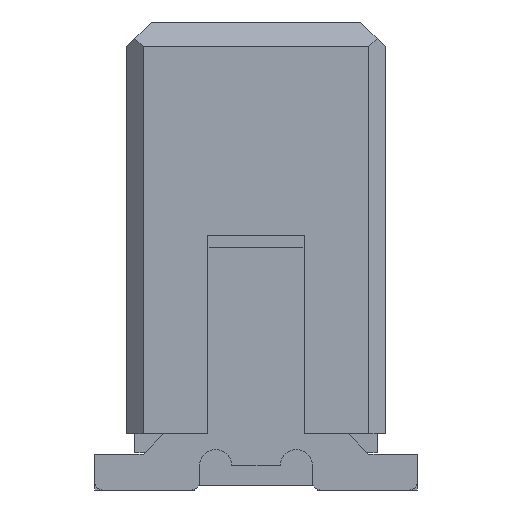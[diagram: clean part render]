
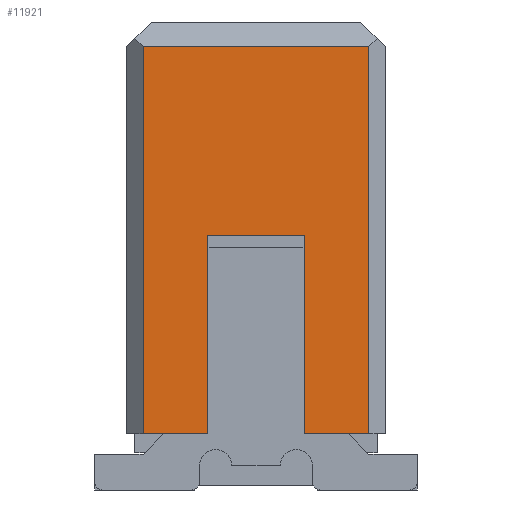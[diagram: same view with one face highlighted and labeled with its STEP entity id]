
A CAD part, left-side view. The second image highlights one B-rep face of the part: STEP entity #11921.
In plain terms, the highlighted planar face has unit normal (-1, 0, 0).
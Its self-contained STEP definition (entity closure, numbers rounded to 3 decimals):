
#935=FACE_OUTER_BOUND('',#1648,.T.);
#1648=EDGE_LOOP('',(#10253,#10254,#10255,#10256,#10257,#10258,#10259,#10260));
#1739=LINE('',#15976,#3200);
#1755=LINE('',#16008,#3216);
#3021=LINE('',#18937,#4482);
#3022=LINE('',#18940,#4483);
#3023=LINE('',#18941,#4484);
#3024=LINE('',#18943,#4485);
#3025=LINE('',#18945,#4486);
#3026=LINE('',#18946,#4487);
#3200=VECTOR('',#12854,0.4);
#3216=VECTOR('',#12870,0.4);
#4482=VECTOR('',#15558,2.4);
#4483=VECTOR('',#15561,1.4);
#4484=VECTOR('',#15562,2.4);
#4485=VECTOR('',#15563,1.23);
#4486=VECTOR('',#15564,0.6);
#4487=VECTOR('',#15565,1.23);
#4661=VERTEX_POINT('',#15973);
#4662=VERTEX_POINT('',#15975);
#4677=VERTEX_POINT('',#16005);
#4678=VERTEX_POINT('',#16007);
#5630=VERTEX_POINT('',#18935);
#5631=VERTEX_POINT('',#18939);
#5632=VERTEX_POINT('',#18942);
#5633=VERTEX_POINT('',#18944);
#5761=EDGE_CURVE('',#4662,#4661,#1739,.T.);
#5777=EDGE_CURVE('',#4678,#4677,#1755,.T.);
#7203=EDGE_CURVE('',#5630,#4661,#3021,.T.);
#7204=EDGE_CURVE('',#5631,#5630,#3022,.T.);
#7205=EDGE_CURVE('',#5631,#4678,#3023,.T.);
#7206=EDGE_CURVE('',#4677,#5632,#3024,.T.);
#7207=EDGE_CURVE('',#5633,#5632,#3025,.T.);
#7208=EDGE_CURVE('',#4662,#5633,#3026,.T.);
#10253=ORIENTED_EDGE('',*,*,#7203,.F.);
#10254=ORIENTED_EDGE('',*,*,#7204,.F.);
#10255=ORIENTED_EDGE('',*,*,#7205,.T.);
#10256=ORIENTED_EDGE('',*,*,#5777,.T.);
#10257=ORIENTED_EDGE('',*,*,#7206,.T.);
#10258=ORIENTED_EDGE('',*,*,#7207,.F.);
#10259=ORIENTED_EDGE('',*,*,#7208,.F.);
#10260=ORIENTED_EDGE('',*,*,#5761,.T.);
#11181=PLANE('',#12727);
#11921=ADVANCED_FACE('',(#935),#11181,.T.);
#12727=AXIS2_PLACEMENT_3D('',#18938,#15559,#15560);
#12854=DIRECTION('',(0.,-1.,0.));
#12870=DIRECTION('',(0.,-1.,0.));
#15558=DIRECTION('',(0.,0.,-1.));
#15559=DIRECTION('center_axis',(-1.,0.,0.));
#15560=DIRECTION('ref_axis',(0.,-1.,0.));
#15561=DIRECTION('',(0.,-1.,0.));
#15562=DIRECTION('',(0.,0.,-1.));
#15563=DIRECTION('',(0.,0.,1.));
#15564=DIRECTION('',(0.,1.,0.));
#15565=DIRECTION('',(0.,0.,1.));
#15973=CARTESIAN_POINT('',(-4.68,-0.7,-1.275));
#15975=CARTESIAN_POINT('',(-4.68,-0.3,-1.275));
#15976=CARTESIAN_POINT('',(-4.68,-0.3,-1.275));
#16005=CARTESIAN_POINT('',(-4.68,0.3,-1.275));
#16007=CARTESIAN_POINT('',(-4.68,0.7,-1.275));
#16008=CARTESIAN_POINT('',(-4.68,0.7,-1.275));
#18935=CARTESIAN_POINT('',(-4.68,-0.7,1.125));
#18937=CARTESIAN_POINT('',(-4.68,-0.7,1.125));
#18938=CARTESIAN_POINT('Origin',(-4.68,0.8,-1.275));
#18939=CARTESIAN_POINT('',(-4.68,0.7,1.125));
#18940=CARTESIAN_POINT('',(-4.68,0.7,1.125));
#18941=CARTESIAN_POINT('',(-4.68,0.7,1.125));
#18942=CARTESIAN_POINT('',(-4.68,0.3,-0.045));
#18943=CARTESIAN_POINT('',(-4.68,0.3,-1.275));
#18944=CARTESIAN_POINT('',(-4.68,-0.3,-0.045));
#18945=CARTESIAN_POINT('',(-4.68,-0.3,-0.045));
#18946=CARTESIAN_POINT('',(-4.68,-0.3,-1.275));
